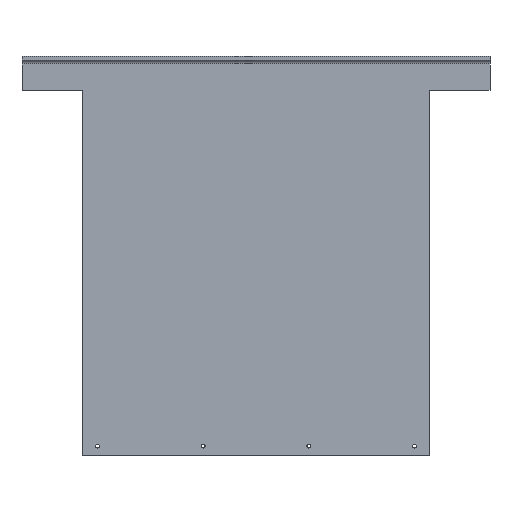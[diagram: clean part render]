
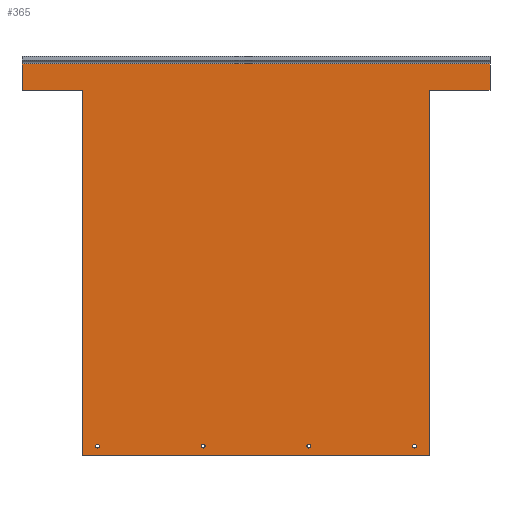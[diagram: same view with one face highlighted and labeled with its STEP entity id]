
A CAD part, front view. The second image highlights one B-rep face of the part: STEP entity #365.
In plain terms, the highlighted planar face has unit normal (0, -1, 0).
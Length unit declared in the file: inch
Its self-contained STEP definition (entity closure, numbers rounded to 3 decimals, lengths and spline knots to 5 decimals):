
#21=FACE_BOUND('',#68,.T.);
#22=FACE_BOUND('',#69,.T.);
#23=FACE_BOUND('',#70,.T.);
#24=FACE_BOUND('',#71,.T.);
#33=CIRCLE('',#396,0.125);
#34=CIRCLE('',#397,0.125);
#35=CIRCLE('',#398,0.125);
#36=CIRCLE('',#399,0.125);
#45=FACE_OUTER_BOUND('',#67,.T.);
#67=EDGE_LOOP('',(#253,#254,#255,#256,#257,#258,#259,#260));
#68=EDGE_LOOP('',(#261));
#69=EDGE_LOOP('',(#262));
#70=EDGE_LOOP('',(#263));
#71=EDGE_LOOP('',(#264));
#101=LINE('',#539,#137);
#102=LINE('',#541,#138);
#103=LINE('',#543,#139);
#104=LINE('',#545,#140);
#105=LINE('',#547,#141);
#106=LINE('',#549,#142);
#107=LINE('',#551,#143);
#108=LINE('',#552,#144);
#137=VECTOR('',#433,24.188);
#138=VECTOR('',#434,23.);
#139=VECTOR('',#435,24.188);
#140=VECTOR('',#436,4.);
#141=VECTOR('',#437,1.75);
#142=VECTOR('',#438,31.);
#143=VECTOR('',#439,1.75);
#144=VECTOR('',#440,4.);
#173=VERTEX_POINT('',#537);
#174=VERTEX_POINT('',#538);
#175=VERTEX_POINT('',#540);
#176=VERTEX_POINT('',#542);
#177=VERTEX_POINT('',#544);
#178=VERTEX_POINT('',#546);
#179=VERTEX_POINT('',#548);
#180=VERTEX_POINT('',#550);
#181=VERTEX_POINT('',#553);
#182=VERTEX_POINT('',#555);
#183=VERTEX_POINT('',#557);
#184=VERTEX_POINT('',#559);
#205=EDGE_CURVE('',#173,#174,#101,.T.);
#206=EDGE_CURVE('',#174,#175,#102,.T.);
#207=EDGE_CURVE('',#175,#176,#103,.T.);
#208=EDGE_CURVE('',#176,#177,#104,.T.);
#209=EDGE_CURVE('',#177,#178,#105,.T.);
#210=EDGE_CURVE('',#178,#179,#106,.T.);
#211=EDGE_CURVE('',#179,#180,#107,.T.);
#212=EDGE_CURVE('',#180,#173,#108,.T.);
#213=EDGE_CURVE('',#181,#181,#33,.T.);
#214=EDGE_CURVE('',#182,#182,#34,.T.);
#215=EDGE_CURVE('',#183,#183,#35,.T.);
#216=EDGE_CURVE('',#184,#184,#36,.T.);
#253=ORIENTED_EDGE('',*,*,#205,.T.);
#254=ORIENTED_EDGE('',*,*,#206,.T.);
#255=ORIENTED_EDGE('',*,*,#207,.T.);
#256=ORIENTED_EDGE('',*,*,#208,.T.);
#257=ORIENTED_EDGE('',*,*,#209,.T.);
#258=ORIENTED_EDGE('',*,*,#210,.T.);
#259=ORIENTED_EDGE('',*,*,#211,.T.);
#260=ORIENTED_EDGE('',*,*,#212,.T.);
#261=ORIENTED_EDGE('',*,*,#213,.F.);
#262=ORIENTED_EDGE('',*,*,#214,.F.);
#263=ORIENTED_EDGE('',*,*,#215,.F.);
#264=ORIENTED_EDGE('',*,*,#216,.F.);
#349=PLANE('',#395);
#365=ADVANCED_FACE('',(#45,#21,#22,#23,#24),#349,.F.);
#395=AXIS2_PLACEMENT_3D('',#536,#431,#432);
#396=AXIS2_PLACEMENT_3D('',#554,#441,#442);
#397=AXIS2_PLACEMENT_3D('',#556,#443,#444);
#398=AXIS2_PLACEMENT_3D('',#558,#445,#446);
#399=AXIS2_PLACEMENT_3D('',#560,#447,#448);
#431=DIRECTION('center_axis',(0.,1.,0.));
#432=DIRECTION('ref_axis',(1.,0.,0.));
#433=DIRECTION('',(0.,0.,-1.));
#434=DIRECTION('',(1.,0.,0.));
#435=DIRECTION('',(0.,0.,1.));
#436=DIRECTION('',(1.,0.,0.));
#437=DIRECTION('',(0.,0.,1.));
#438=DIRECTION('',(-1.,0.,0.));
#439=DIRECTION('',(0.,0.,-1.));
#440=DIRECTION('',(1.,0.,0.));
#441=DIRECTION('center_axis',(0.,-1.,0.));
#442=DIRECTION('ref_axis',(1.,0.,0.));
#443=DIRECTION('center_axis',(0.,-1.,0.));
#444=DIRECTION('ref_axis',(1.,0.,0.));
#445=DIRECTION('center_axis',(0.,-1.,0.));
#446=DIRECTION('ref_axis',(1.,0.,0.));
#447=DIRECTION('center_axis',(0.,-1.,0.));
#448=DIRECTION('ref_axis',(1.,0.,0.));
#536=CARTESIAN_POINT('Origin',(0.,0.,0.));
#537=CARTESIAN_POINT('',(-11.5,0.,24.188));
#538=CARTESIAN_POINT('',(-11.5,0.,0.));
#539=CARTESIAN_POINT('',(-11.5,0.,24.188));
#540=CARTESIAN_POINT('',(11.5,0.,0.));
#541=CARTESIAN_POINT('',(-11.5,0.,0.));
#542=CARTESIAN_POINT('',(11.5,0.,24.188));
#543=CARTESIAN_POINT('',(11.5,0.,0.));
#544=CARTESIAN_POINT('',(15.5,0.,24.188));
#545=CARTESIAN_POINT('',(11.5,0.,24.188));
#546=CARTESIAN_POINT('',(15.5,0.,25.938));
#547=CARTESIAN_POINT('',(15.5,0.,24.188));
#548=CARTESIAN_POINT('',(-15.5,0.,25.938));
#549=CARTESIAN_POINT('',(15.5,0.,25.938));
#550=CARTESIAN_POINT('',(-15.5,0.,24.188));
#551=CARTESIAN_POINT('',(-15.5,0.,25.938));
#552=CARTESIAN_POINT('',(-15.5,0.,24.188));
#553=CARTESIAN_POINT('',(-10.375,0.,0.625));
#554=CARTESIAN_POINT('Origin',(-10.5,0.,0.625));
#555=CARTESIAN_POINT('',(-3.375,0.,0.625));
#556=CARTESIAN_POINT('Origin',(-3.5,0.,0.625));
#557=CARTESIAN_POINT('',(3.625,0.,0.625));
#558=CARTESIAN_POINT('Origin',(3.5,0.,0.625));
#559=CARTESIAN_POINT('',(10.625,0.,0.625));
#560=CARTESIAN_POINT('Origin',(10.5,0.,0.625));
